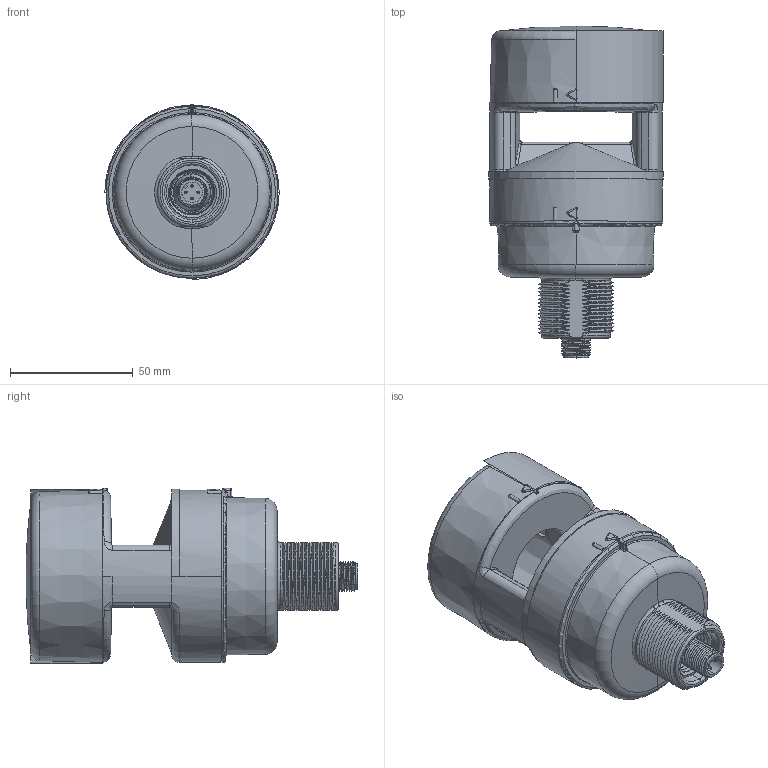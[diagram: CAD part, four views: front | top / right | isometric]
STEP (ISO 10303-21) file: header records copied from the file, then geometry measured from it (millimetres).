
FILE_DESCRIPTION((''),'2;1');
FILE_NAME('199804_ASM','2017-03-14T',('pdmadmin'),('BANNER ENGINEERING'),'CREO PARAMETRIC BY PTC INC, 2016260','CREO PARAMETRIC BY PTC INC, 2016260','');
FILE_SCHEMA(('CONFIG_CONTROL_DESIGN'));
Length unit declared in the file: millimetre
Products named in the file (6): 180077; 180482; 08427; 192654; 192655; 199804_ASM
Assembly tree (5 placements, depth 2):
  199804_ASM
    180077
    180482
    08427
    192654
    192655
Bounding box: 71 x 135.1 x 71.25 mm (x, y, z)
Volume: 122312.2 mm3; surface area: 91739.6 mm2
Topology: 5 solids, 7 shells, 1150 faces, 2789 edges, 1692 vertices
Faces by surface type: cylinder 361, bspline 308, plane 227, torus 109, cone 91, sphere 54
Entity records: 70155 total; most frequent: CARTESIAN_POINT 45598, ORIENTED_EDGE 5562, DIRECTION 4480, EDGE_CURVE 2785, AXIS2_PLACEMENT_3D 1854, VERTEX_POINT 1692, EDGE_LOOP 1207, FACE_OUTER_BOUND 1150
